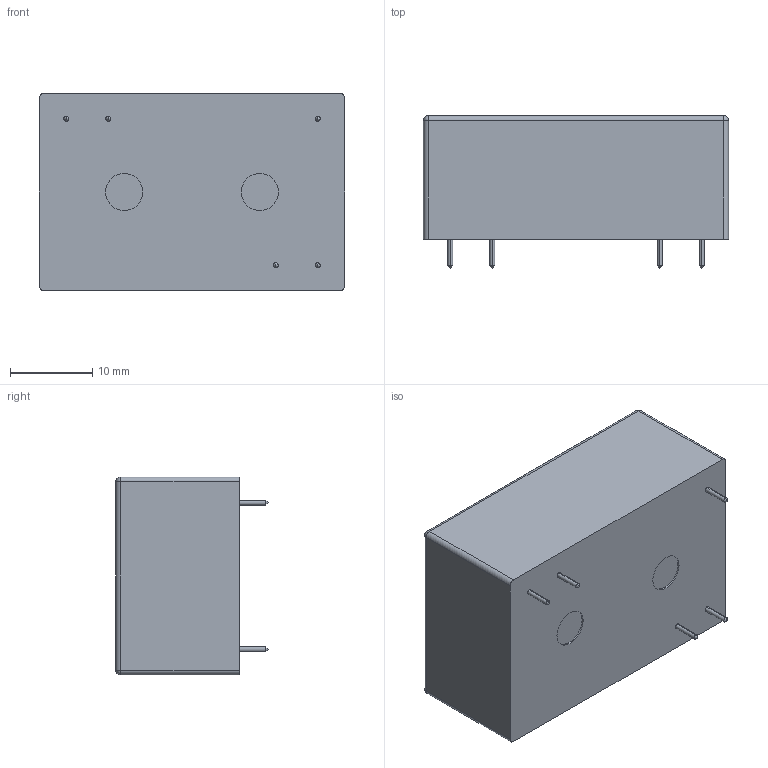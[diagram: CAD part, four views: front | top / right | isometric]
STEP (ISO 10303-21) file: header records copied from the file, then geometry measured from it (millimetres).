
FILE_DESCRIPTION (( 'STEP AP214' ), '1' );
FILE_NAME ('IRM-03-5.STEP', '2021-06-08T10:27:48', ( '' ), ( '' ), 'SwSTEP 2.0', 'SolidWorks 2018', '' );
FILE_SCHEMA (( 'AUTOMOTIVE_DESIGN' ));
Length unit declared in the file: millimetre
Products named in the file (1): IRM-03-5
Bounding box: 37 x 18.5 x 24 mm (x, y, z)
Volume: 1712.8 mm3; surface area: 6895.5 mm2
Topology: 1 solids, 2 shells, 62 faces, 142 edges, 73 vertices
Faces by surface type: cylinder 30, plane 14, cone 10, sphere 8
Entity records: 2112 total; most frequent: DIRECTION 310, CARTESIAN_POINT 260, ORIENTED_EDGE 248, EDGE_CURVE 124, AXIS2_PLACEMENT_3D 123, VERTEX_POINT 73, EDGE_LOOP 69, LINE 64
